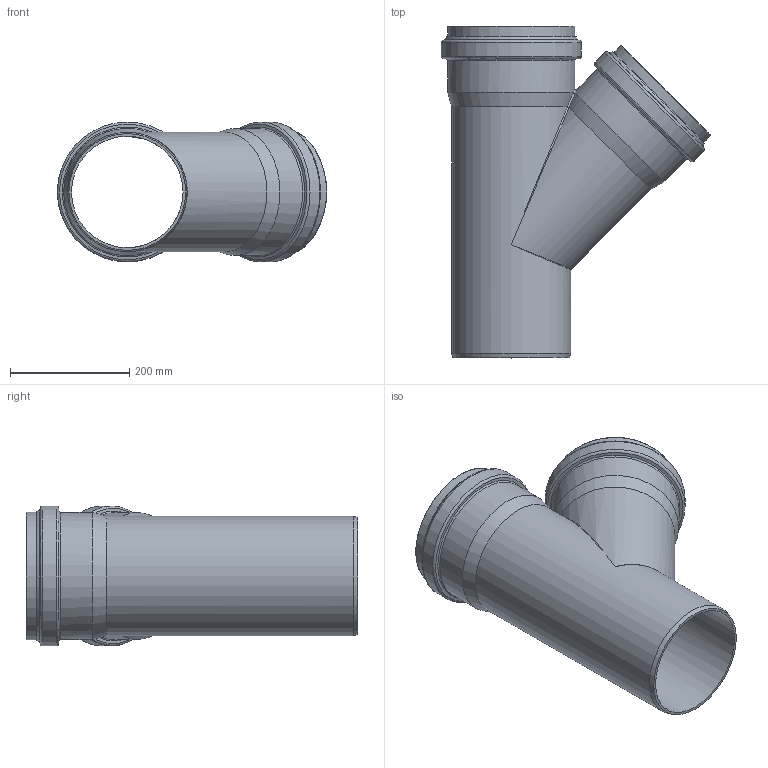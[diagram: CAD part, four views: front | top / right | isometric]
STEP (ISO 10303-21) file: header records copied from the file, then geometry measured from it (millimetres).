
FILE_DESCRIPTION(/* description */ (''),/* implementation_level */ '2;1');
FILE_NAME(/* name */ '338200 SKOLANsafeEA Abzweiger DN_OD 200_200_45°.stp',/* time_stamp */ '2018-01-09T14:33:03+01:00',/* author */ ('user1'),/* organization */ (''),/* preprocessor_version */ 'ST-DEVELOPER v16.1',/* originating_system */ 'Autodesk Inventor 2016',/* authorisation */ '');
FILE_SCHEMA (('AUTOMOTIVE_DESIGN { 1 0 10303 214 3 1 1 }'));
Length unit declared in the file: millimetre
Products named in the file (1): 338200 SKOLANsafeEA Abzweiger DN_OD 200_200_45°
Bounding box: 452.01 x 556.8 x 234.8 mm (x, y, z)
Volume: 3090219 mm3; surface area: 989432.1 mm2
Topology: 1 solids, 1 shells, 76 faces, 167 edges, 90 vertices
Faces by surface type: torus 28, cone 19, cylinder 18, bspline 6, plane 5
Full cylindrical faces by diameter (mm): 187.2 x2, 200.2 x1, 201.5 x2, 201.8 x4, 213.3 x2, 213.6 x2, 223 x2, 234.8 x2
Entity records: 2062 total; most frequent: CARTESIAN_POINT 679, DIRECTION 300, ORIENTED_EDGE 190, AXIS2_PLACEMENT_3D 150, EDGE_LOOP 144, EDGE_CURVE 95, VERTEX_POINT 85, FACE_OUTER_BOUND 76
